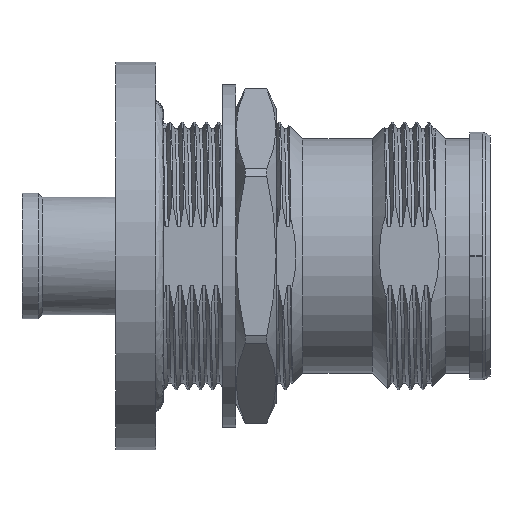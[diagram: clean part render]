
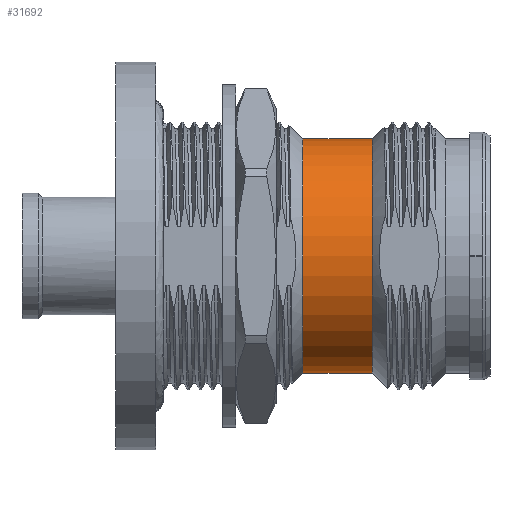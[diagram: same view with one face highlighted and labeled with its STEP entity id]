
A CAD part, front view. The second image highlights one B-rep face of the part: STEP entity #31692.
In plain terms, the highlighted cylindrical face has radius 8.75 mm (diameter 17.5 mm), a partial arc.
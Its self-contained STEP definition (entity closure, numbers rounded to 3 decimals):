
#967 = DIRECTION ( 'NONE',  ( 1., 0., 0. ) ) ;
#2115 = CARTESIAN_POINT ( 'NONE',  ( 22.798, 0., 0. ) ) ;
#3729 = VERTEX_POINT ( 'NONE', #16260 ) ;
#5307 = CARTESIAN_POINT ( 'NONE',  ( 27.997, 0., 0. ) ) ;
#6263 = EDGE_CURVE ( 'NONE', #42176, #8843, #24551, .T. ) ;
#6899 = CIRCLE ( 'NONE', #55754, 8.75 ) ;
#6934 = LINE ( 'NONE', #21248, #53010 ) ;
#7514 = EDGE_CURVE ( 'NONE', #42176, #3729, #16537, .T. ) ;
#8843 = VERTEX_POINT ( 'NONE', #58246 ) ;
#14322 = DIRECTION ( 'NONE',  ( 0., 0., -1. ) ) ;
#16260 = CARTESIAN_POINT ( 'NONE',  ( 22.798, 0., 8.75 ) ) ;
#16395 = EDGE_CURVE ( 'NONE', #3729, #21244, #6934, .T. ) ;
#16537 = CIRCLE ( 'NONE', #52560, 8.75 ) ;
#21244 = VERTEX_POINT ( 'NONE', #50285 ) ;
#21248 = CARTESIAN_POINT ( 'NONE',  ( 36.796, 0., 8.75 ) ) ;
#22207 = DIRECTION ( 'NONE',  ( 0., 0., -1. ) ) ;
#22506 = CYLINDRICAL_SURFACE ( 'NONE', #42661, 8.75 ) ;
#24551 = LINE ( 'NONE', #57037, #26026 ) ;
#26026 = VECTOR ( 'NONE', #967, 1000. ) ;
#26512 = DIRECTION ( 'NONE',  ( 1., 0., 0. ) ) ;
#31692 = ADVANCED_FACE ( 'NONE', ( #45969 ), #22506, .T. ) ;
#33195 = ORIENTED_EDGE ( 'NONE', *, *, #7514, .F. ) ;
#38252 = EDGE_LOOP ( 'NONE', ( #43382, #33195, #42063, #54930 ) ) ;
#41464 = CARTESIAN_POINT ( 'NONE',  ( 36.796, 0., 0. ) ) ;
#42063 = ORIENTED_EDGE ( 'NONE', *, *, #6263, .T. ) ;
#42176 = VERTEX_POINT ( 'NONE', #44008 ) ;
#42661 = AXIS2_PLACEMENT_3D ( 'NONE', #41464, #26512, #22207 ) ;
#43382 = ORIENTED_EDGE ( 'NONE', *, *, #16395, .F. ) ;
#44008 = CARTESIAN_POINT ( 'NONE',  ( 22.798, 0., -8.75 ) ) ;
#45969 = FACE_OUTER_BOUND ( 'NONE', #38252, .T. ) ;
#49976 = EDGE_CURVE ( 'NONE', #8843, #21244, #6899, .T. ) ;
#50285 = CARTESIAN_POINT ( 'NONE',  ( 27.997, 0., 8.75 ) ) ;
#52560 = AXIS2_PLACEMENT_3D ( 'NONE', #2115, #54712, #53486 ) ;
#53010 = VECTOR ( 'NONE', #58337, 1000. ) ;
#53486 = DIRECTION ( 'NONE',  ( 0., 0., 1. ) ) ;
#54712 = DIRECTION ( 'NONE',  ( -1., 0., 0. ) ) ;
#54930 = ORIENTED_EDGE ( 'NONE', *, *, #49976, .T. ) ;
#55754 = AXIS2_PLACEMENT_3D ( 'NONE', #5307, #56278, #14322 ) ;
#56278 = DIRECTION ( 'NONE',  ( -1., 0., 0. ) ) ;
#57037 = CARTESIAN_POINT ( 'NONE',  ( 36.796, 0., -8.75 ) ) ;
#58246 = CARTESIAN_POINT ( 'NONE',  ( 27.997, 0., -8.75 ) ) ;
#58337 = DIRECTION ( 'NONE',  ( 1., 0., 0. ) ) ;
